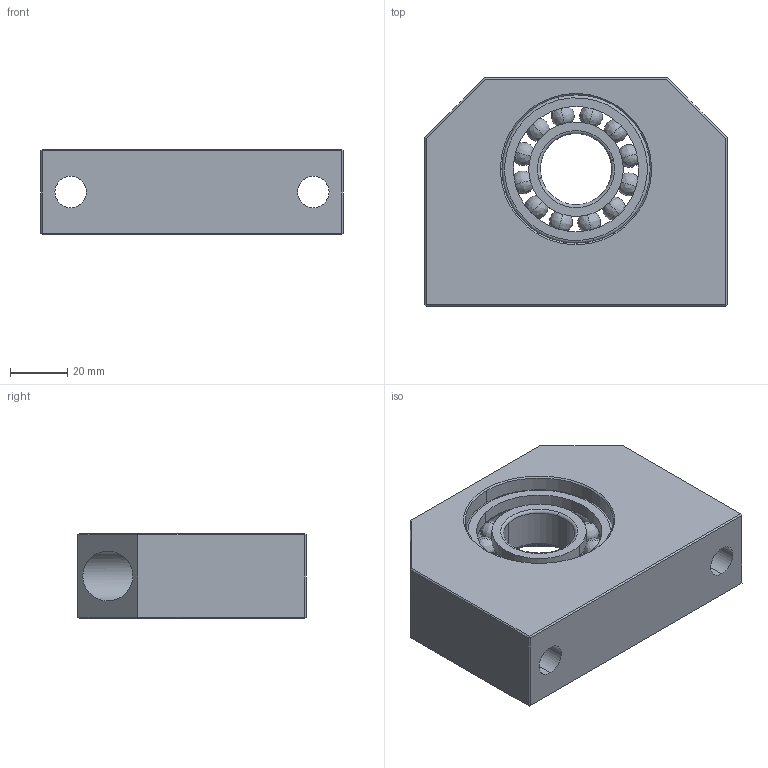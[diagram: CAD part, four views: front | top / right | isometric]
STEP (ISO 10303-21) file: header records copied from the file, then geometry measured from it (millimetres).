
FILE_DESCRIPTION (( 'STEP AP203' ), '1' );
FILE_NAME ('BF 25.STEP', '2014-10-22T02:08:16', ( 'star' ), ( '' ), 'SwSTEP 2.0', 'SolidWorks 2013', '' );
FILE_SCHEMA (( 'CONFIG_CONTROL_DESIGN' ));
Length unit declared in the file: millimetre
Products named in the file (3): #6205(25X52X15); BF 25
Assembly tree (2 placements, depth 2):
  BF 25
    BF 25
    #6205(25X52X15)
Bounding box: 106 x 80 x 30 mm (x, y, z)
Volume: 174134.9 mm3; surface area: 43956.1 mm2
Topology: 2 solids, 2 shells, 215 faces, 664 edges, 406 vertices
Faces by surface type: bspline 93, plane 86, cylinder 22, torus 10, cone 4
Entity records: 14887 total; most frequent: CARTESIAN_POINT 9503, ORIENTED_EDGE 1232, DIRECTION 794, EDGE_CURVE 616, VERTEX_POINT 406, VECTOR 272, LINE 272, AXIS2_PLACEMENT_3D 261
